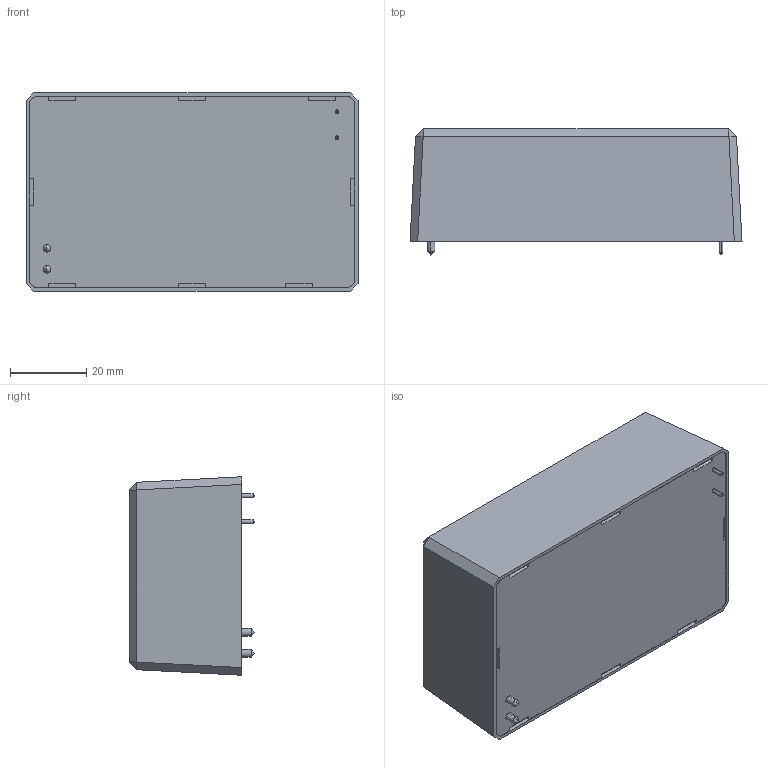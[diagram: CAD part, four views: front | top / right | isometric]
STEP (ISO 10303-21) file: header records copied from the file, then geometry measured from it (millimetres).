
FILE_DESCRIPTION (( 'STEP AP214' ), '1' );
FILE_NAME ('IRM-60-12.STEP', '2018-10-21T23:37:17', ( '' ), ( '' ), 'SwSTEP 2.0', 'SolidWorks 2017', '' );
FILE_SCHEMA (( 'AUTOMOTIVE_DESIGN' ));
Length unit declared in the file: millimetre
Products named in the file (1): IRM-60-12
Bounding box: 87 x 33 x 52 mm (x, y, z)
Volume: 126371 mm3; surface area: 25221.5 mm2
Topology: 6 solids, 6 shells, 89 faces, 220 edges, 136 vertices
Faces by surface type: plane 73, cone 8, cylinder 8
Entity records: 2593 total; most frequent: CARTESIAN_POINT 438, ORIENTED_EDGE 424, DIRECTION 408, EDGE_CURVE 212, LINE 196, VECTOR 196, VERTEX_POINT 136, AXIS2_PLACEMENT_3D 106
